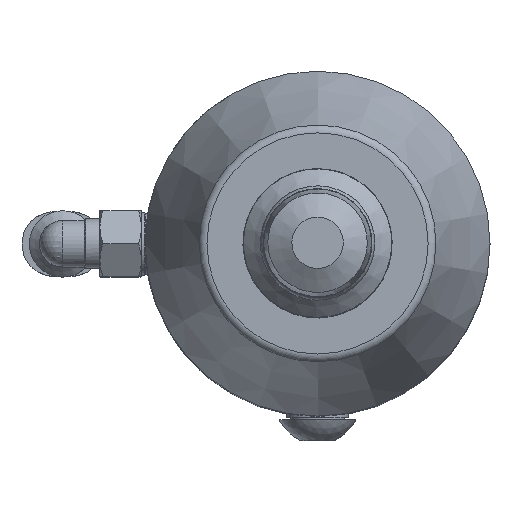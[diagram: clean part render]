
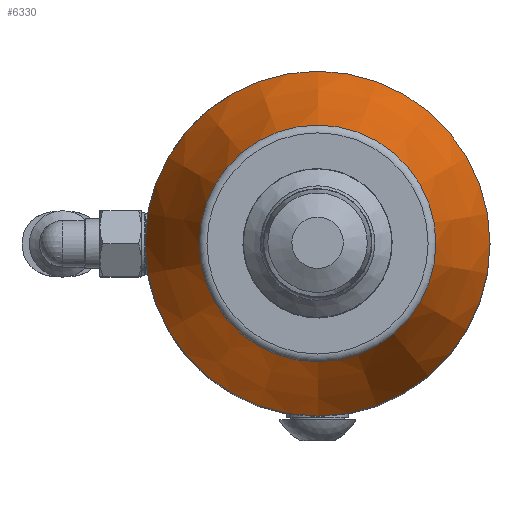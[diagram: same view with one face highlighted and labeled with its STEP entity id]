
A CAD part, top view. The second image highlights one B-rep face of the part: STEP entity #6330.
In plain terms, the highlighted conical face has half-angle 20.608 degrees and reference radius 17.416 mm.
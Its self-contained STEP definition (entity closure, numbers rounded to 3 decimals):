
#204=CONICAL_SURFACE('',#7016,17.416,0.36);
#615=FACE_OUTER_BOUND('',#986,.T.);
#986=EDGE_LOOP('',(#4905,#4906,#4907,#4908,#4909,#4910,#4911));
#1472=CIRCLE('',#7010,14.275);
#1473=CIRCLE('',#7011,14.275);
#1477=CIRCLE('',#7015,14.275);
#1478=CIRCLE('',#7017,20.8);
#1479=CIRCLE('',#7018,20.8);
#1821=LINE('',#10635,#2129);
#2129=VECTOR('',#8551,17.416);
#2648=VERTEX_POINT('',#10619);
#2649=VERTEX_POINT('',#10620);
#2650=VERTEX_POINT('',#10622);
#2653=VERTEX_POINT('',#10631);
#2654=VERTEX_POINT('',#10632);
#3455=EDGE_CURVE('',#2648,#2649,#1472,.T.);
#3456=EDGE_CURVE('',#2649,#2650,#1473,.T.);
#3460=EDGE_CURVE('',#2650,#2648,#1477,.T.);
#3461=EDGE_CURVE('',#2653,#2654,#1478,.T.);
#3462=EDGE_CURVE('',#2654,#2653,#1479,.T.);
#3463=EDGE_CURVE('',#2654,#2649,#1821,.T.);
#4905=ORIENTED_EDGE('',*,*,#3461,.F.);
#4906=ORIENTED_EDGE('',*,*,#3462,.F.);
#4907=ORIENTED_EDGE('',*,*,#3463,.T.);
#4908=ORIENTED_EDGE('',*,*,#3455,.F.);
#4909=ORIENTED_EDGE('',*,*,#3460,.F.);
#4910=ORIENTED_EDGE('',*,*,#3456,.F.);
#4911=ORIENTED_EDGE('',*,*,#3463,.F.);
#6330=ADVANCED_FACE('',(#615),#204,.T.);
#7010=AXIS2_PLACEMENT_3D('',#10621,#8533,#8534);
#7011=AXIS2_PLACEMENT_3D('',#10623,#8535,#8536);
#7015=AXIS2_PLACEMENT_3D('',#10629,#8543,#8544);
#7016=AXIS2_PLACEMENT_3D('',#10630,#8545,#8546);
#7017=AXIS2_PLACEMENT_3D('',#10633,#8547,#8548);
#7018=AXIS2_PLACEMENT_3D('',#10634,#8549,#8550);
#8533=DIRECTION('center_axis',(0.,0.,1.));
#8534=DIRECTION('ref_axis',(0.,-1.,0.));
#8535=DIRECTION('center_axis',(0.,0.,1.));
#8536=DIRECTION('ref_axis',(0.,-1.,0.));
#8543=DIRECTION('center_axis',(0.,0.,1.));
#8544=DIRECTION('ref_axis',(0.,-1.,0.));
#8545=DIRECTION('center_axis',(0.,0.,-1.));
#8546=DIRECTION('ref_axis',(0.,1.,0.));
#8547=DIRECTION('center_axis',(0.,0.,-1.));
#8548=DIRECTION('ref_axis',(1.,0.,0.));
#8549=DIRECTION('center_axis',(0.,0.,-1.));
#8550=DIRECTION('ref_axis',(1.,0.,0.));
#8551=DIRECTION('',(0.,0.352,0.936));
#10619=CARTESIAN_POINT('',(0.,14.275,-0.648));
#10620=CARTESIAN_POINT('',(0.,-14.275,-0.648));
#10621=CARTESIAN_POINT('Origin',(0.,0.,-0.648));
#10622=CARTESIAN_POINT('',(14.275,0.,-0.648));
#10623=CARTESIAN_POINT('Origin',(0.,0.,-0.648));
#10629=CARTESIAN_POINT('Origin',(0.,0.,-0.648));
#10630=CARTESIAN_POINT('Origin',(0.,0.,-9.));
#10631=CARTESIAN_POINT('',(0.,20.8,-18.));
#10632=CARTESIAN_POINT('',(0.,-20.8,-18.));
#10633=CARTESIAN_POINT('Origin',(0.,0.,-18.));
#10634=CARTESIAN_POINT('Origin',(0.,0.,-18.));
#10635=CARTESIAN_POINT('',(0.,-17.416,-9.));
